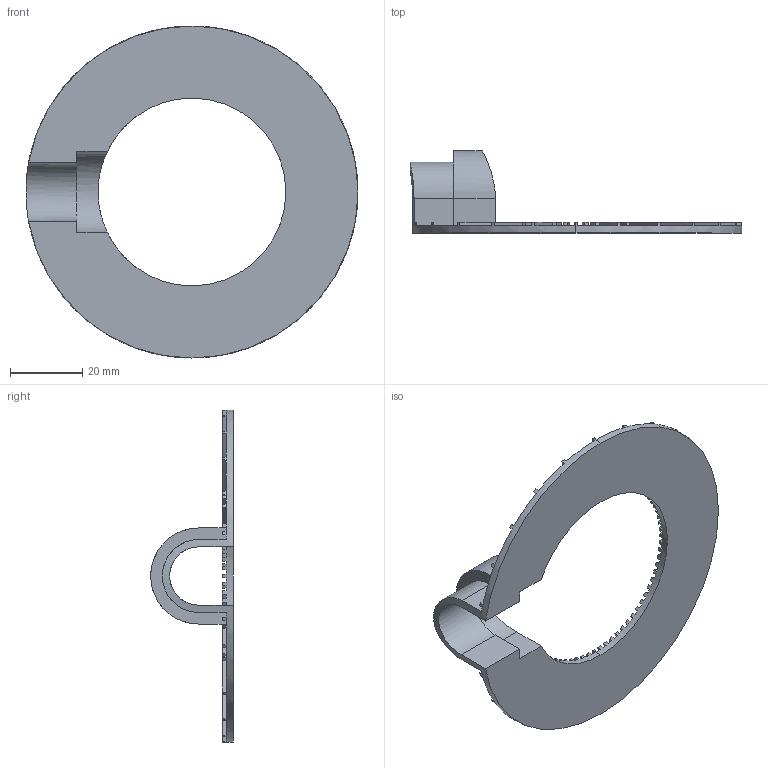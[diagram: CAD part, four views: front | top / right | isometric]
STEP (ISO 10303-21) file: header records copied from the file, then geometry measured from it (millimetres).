
FILE_DESCRIPTION (( 'STEP AP214' ), '1' );
FILE_NAME ('Pensa005_Angle_Marker.STEP', '2012-06-13T21:25:04', ( '' ), ( '' ), 'SwSTEP 2.0', 'SolidWorks 2011', '' );
FILE_SCHEMA (( 'AUTOMOTIVE_DESIGN' ));
Length unit declared in the file: millimetre
Products named in the file (1): Pensa005_Angle_Marker
Bounding box: 92.08 x 22.91 x 92.08 mm (x, y, z)
Volume: 11369 mm3; surface area: 13228.3 mm2
Topology: 1 solids, 1 shells, 270 faces, 810 edges, 540 vertices
Faces by surface type: plane 218, cylinder 52
Entity records: 9401 total; most frequent: CARTESIAN_POINT 1810, ORIENTED_EDGE 1620, DIRECTION 1616, EDGE_CURVE 810, VERTEX_POINT 540, AXIS2_PLACEMENT_3D 539, VECTOR 538, LINE 538
